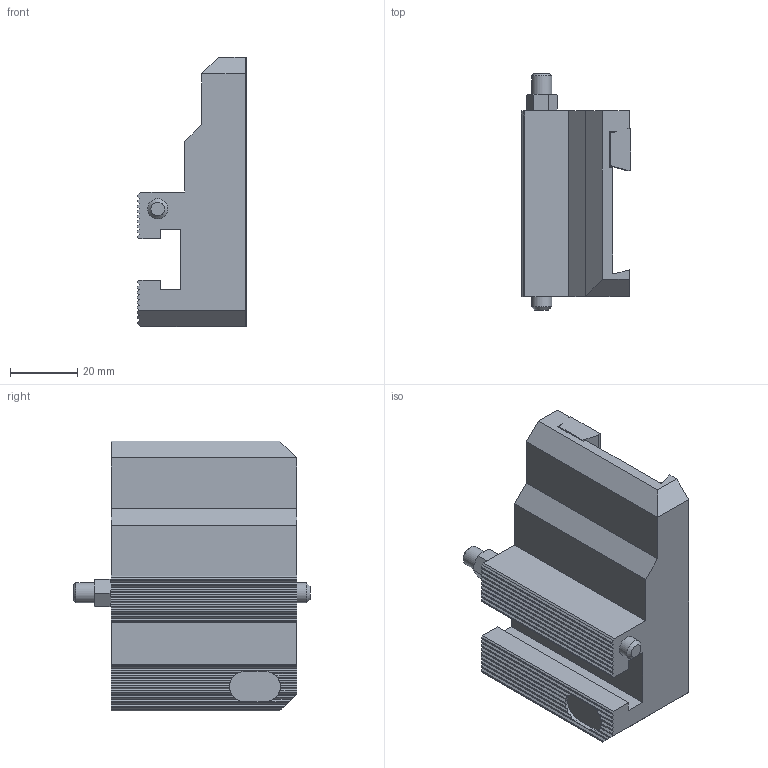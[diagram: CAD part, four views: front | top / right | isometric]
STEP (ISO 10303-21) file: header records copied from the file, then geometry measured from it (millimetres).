
FILE_DESCRIPTION(/* description */ (''),/* implementation_level */ '2;1');
FILE_NAME(/* name */ 'W9990039A_stp.stp',/* time_stamp */ '2009-06-18T09:41:12+02:00',/* author */ (''),/* organization */ (''),/* preprocessor_version */ 'ST-DEVELOPER v11',/* originating_system */ 'UGS - NX 5.0',/* authorisation */ '');
FILE_SCHEMA (('AUTOMOTIVE_DESIGN { 1 0 10303 214 0 1 1 1 }'));
Length unit declared in the file: millimetre
Products named in the file (1): krue3BF1f4dc
Bounding box: 32.35 x 70 x 80 mm (x, y, z)
Volume: 79809.6 mm3; surface area: 20794.4 mm2
Topology: 1 solids, 1 shells, 150 faces, 427 edges, 284 vertices
Faces by surface type: plane 129, cone 14, cylinder 7
Full cylindrical faces by diameter (mm): 6 x2
Entity records: 4849 total; most frequent: CARTESIAN_POINT 926, ORIENTED_EDGE 842, DIRECTION 763, EDGE_CURVE 421, LINE 333, VECTOR 333, VERTEX_POINT 282, AXIS2_PLACEMENT_3D 215
